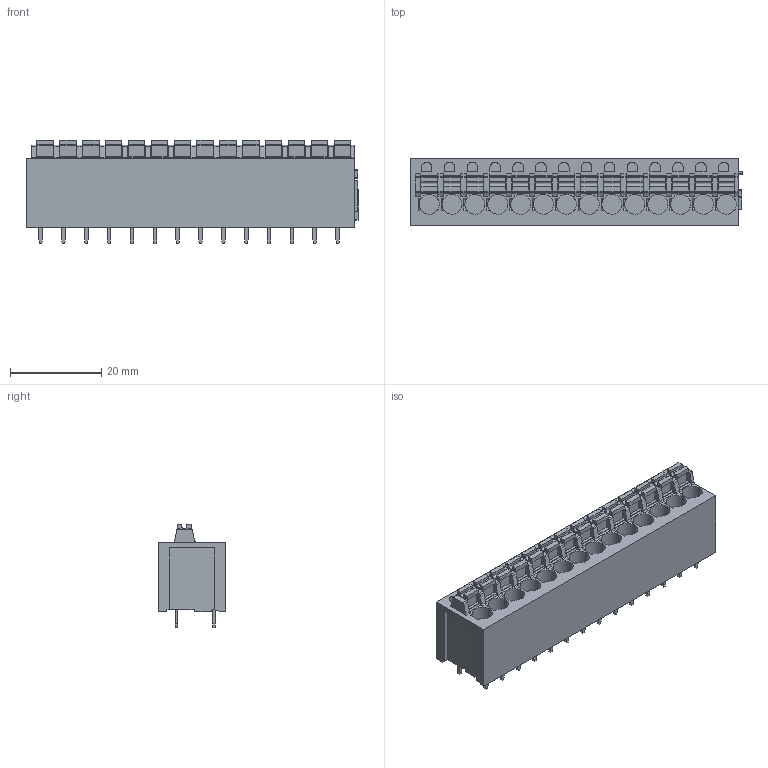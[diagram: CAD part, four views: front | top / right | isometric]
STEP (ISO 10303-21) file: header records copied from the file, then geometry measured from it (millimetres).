
FILE_DESCRIPTION(('CATIA V5 STEP Exchange','CAx-IF Rec.Pracs.--- Model Styling and Organization---1.2---2011-12-15'),'2;1');
FILE_NAME ('D1451069_0_1330310000_1330310000.stp','2018-09-07T10:28:18+00:00',('none'),('Weidmueller'),'CATIA Version 5-6 Release 2014','CATIA V5 STEP AP214','none');
FILE_SCHEMA(('AUTOMOTIVE_DESIGN { 1 0 10303 214 1 1 1 1 }'));
Length unit declared in the file: millimetre
Products named in the file (1): 1330310000
Bounding box: 72.65 x 14.8 x 22.7 mm (x, y, z)
Volume: 14966 mm3; surface area: 8897.3 mm2
Topology: 43 solids, 43 shells, 956 faces, 2517 edges, 1678 vertices
Faces by surface type: plane 741, cylinder 215
Entity records: 26275 total; most frequent: ORIENTED_EDGE 5034, CARTESIAN_POINT 4776, DIRECTION 3327, EDGE_CURVE 2517, VECTOR 2045, LINE 2045, VERTEX_POINT 1678, EDGE_LOOP 987
